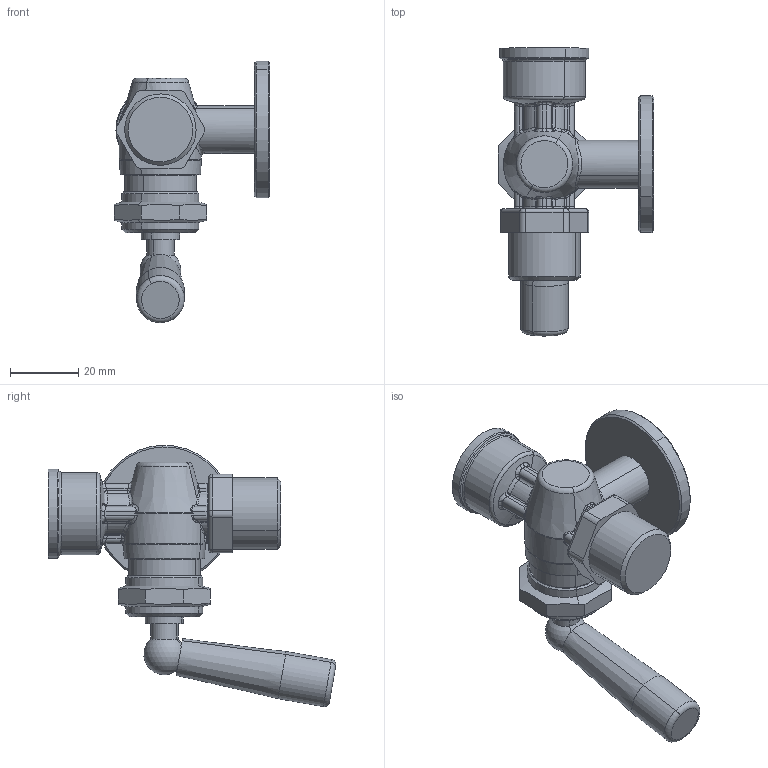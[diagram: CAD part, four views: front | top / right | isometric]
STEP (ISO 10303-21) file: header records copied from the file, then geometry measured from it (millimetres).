
FILE_DESCRIPTION(('CATIA V5 STEP Exchange','CAx-IF Rec.Pracs.--- Model Styling and Organization---1.4--- 2014-01-23','CAx-IF Rec.Pracs.---3D Tessellated Data Validation Properties---0.5---2014-09-14'),'2;1');
FILE_NAME('STEP_690400_-_TST.stp','2022-03-04T14:54:51+00:00',('none'),('none'),'CATIA Version 5-6 Release 2019 SP3','CATIA V5 STEP AP242 v1','none');
FILE_SCHEMA(('AP242_MANAGED_MODEL_BASED_3D_ENGINEERING_MIM_LF {1 0 10303 442 1 1 4}'));
Length unit declared in the file: millimetre
Products named in the file (1): 690400 - TST
Bounding box: 45.5 x 84.19 x 76.51 mm (x, y, z)
Volume: 46469.3 mm3; surface area: 15904.2 mm2
Topology: 1 solids, 2 shells, 390 faces, 894 edges, 486 vertices
Faces by surface type: bspline 108, cylinder 106, plane 59, torus 49, cone 42, sphere 26
Entity records: 16994 total; most frequent: CARTESIAN_POINT 9914, ORIENTED_EDGE 1716, DIRECTION 913, EDGE_CURVE 858, AXIS2_PLACEMENT_3D 501, VERTEX_POINT 486, EDGE_LOOP 404, ADVANCED_FACE 390
